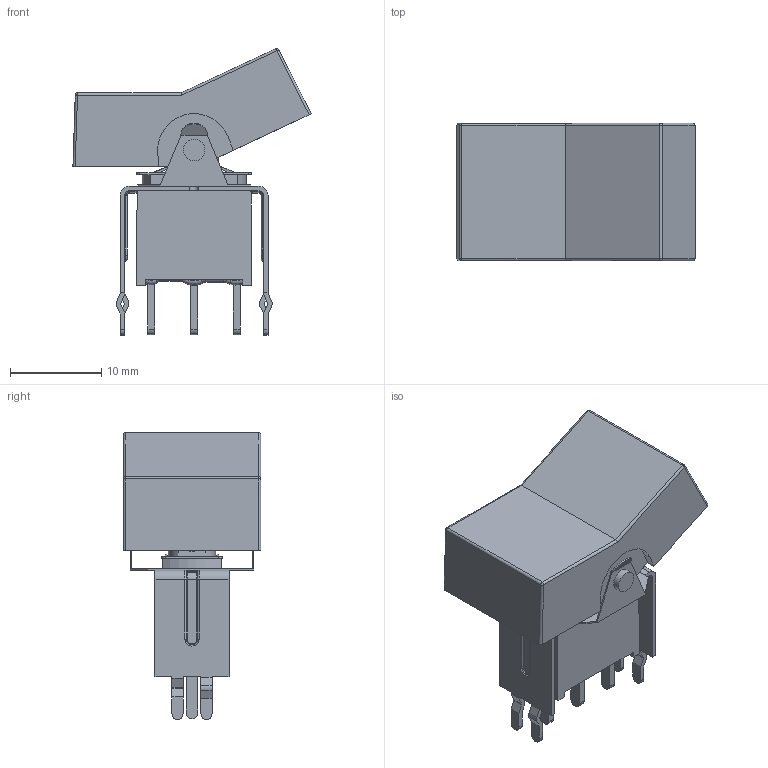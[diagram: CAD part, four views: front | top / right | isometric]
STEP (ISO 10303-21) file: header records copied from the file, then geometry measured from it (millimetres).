
FILE_DESCRIPTION(/* description */ (''),/* implementation_level */ '2;1');
FILE_NAME(/* name */ '300AWSPxJ3xxxVS21xE.stp',/* time_stamp */ '2025-05-13T16:17:20-05:00',/* author */ ('mroman'),/* organization */ (''),/* preprocessor_version */ 'ST-DEVELOPER v18.1',/* originating_system */ 'Autodesk Inventor 2022',/* authorisation */ '');
FILE_SCHEMA (('AUTOMOTIVE_DESIGN { 1 0 10303 214 3 1 1 }'));
Length unit declared in the file: inch
Products named in the file (1): 300AWSPxJ3xxxVS21xE
Bounding box: 26.16 x 15.11 x 31.5 mm (x, y, z)
Volume: 2327.8 mm3; surface area: 3681.8 mm2
Topology: 1 solids, 1 shells, 406 faces, 1042 edges, 646 vertices
Faces by surface type: plane 198, cylinder 144, torus 52, bspline 8, sphere 4
Full cylindrical faces by diameter (mm): 2.38 x4, 3.2 x1, 5.2 x1
Entity records: 12621 total; most frequent: CARTESIAN_POINT 2637, DIRECTION 2116, ORIENTED_EDGE 2076, EDGE_CURVE 1038, AXIS2_PLACEMENT_3D 745, VERTEX_POINT 646, LINE 626, VECTOR 626
